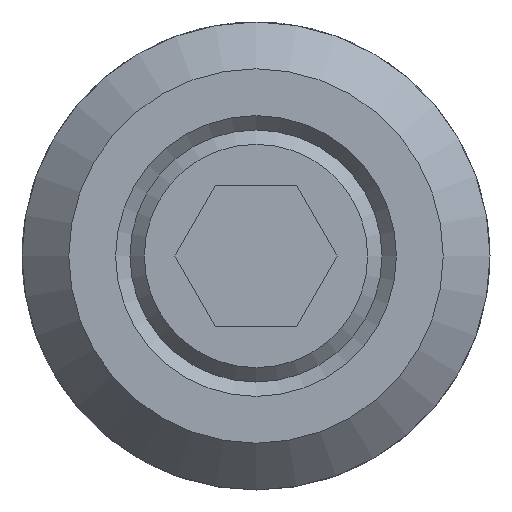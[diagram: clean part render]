
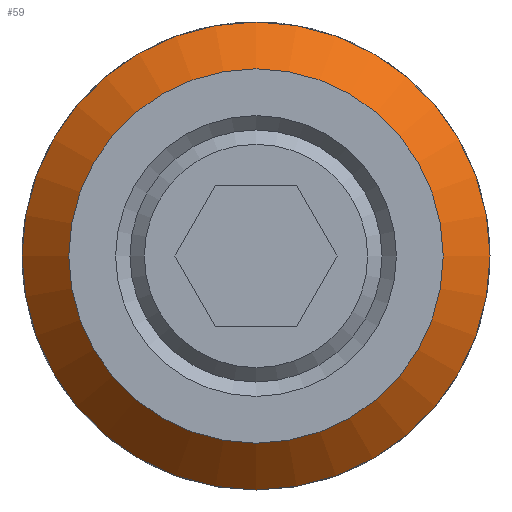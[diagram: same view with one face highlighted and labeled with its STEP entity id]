
A CAD part, left-side view. The second image highlights one B-rep face of the part: STEP entity #59.
In plain terms, the highlighted conical face has half-angle 45 degrees and reference radius 5 mm.
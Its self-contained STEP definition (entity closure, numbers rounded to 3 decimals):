
#59 = ADVANCED_FACE( '', ( #144, #145 ), #146, .T. );
#144 = FACE_BOUND( '', #265, .T. );
#145 = FACE_OUTER_BOUND( '', #266, .T. );
#146 = CONICAL_SURFACE( '', #267, 5., 0.785 );
#265 = EDGE_LOOP( '', ( #389 ) );
#266 = EDGE_LOOP( '', ( #390 ) );
#267 = AXIS2_PLACEMENT_3D( '', #391, #392, #393 );
#389 = ORIENTED_EDGE( '', *, *, #641, .T. );
#390 = ORIENTED_EDGE( '', *, *, #642, .F. );
#391 = CARTESIAN_POINT( '', ( 21., 0., 0. ) );
#392 = DIRECTION( '', ( 1., 0., 0. ) );
#393 = DIRECTION( '', ( 0., 0., -1. ) );
#641 = EDGE_CURVE( '', #745, #745, #746, .T. );
#642 = EDGE_CURVE( '', #747, #747, #748, .T. );
#745 = VERTEX_POINT( '', #888 );
#746 = CIRCLE( '', #889, 4. );
#747 = VERTEX_POINT( '', #890 );
#748 = CIRCLE( '', #891, 5. );
#888 = CARTESIAN_POINT( '', ( 20., 0., -4. ) );
#889 = AXIS2_PLACEMENT_3D( '', #1068, #1069, #1070 );
#890 = CARTESIAN_POINT( '', ( 21., 0., -5. ) );
#891 = AXIS2_PLACEMENT_3D( '', #1071, #1072, #1073 );
#1068 = CARTESIAN_POINT( '', ( 20., 0., 0. ) );
#1069 = DIRECTION( '', ( 1., 0., 0. ) );
#1070 = DIRECTION( '', ( 0., 0., -1. ) );
#1071 = CARTESIAN_POINT( '', ( 21., 0., 0. ) );
#1072 = DIRECTION( '', ( 1., 0., 0. ) );
#1073 = DIRECTION( '', ( 0., 0., -1. ) );
